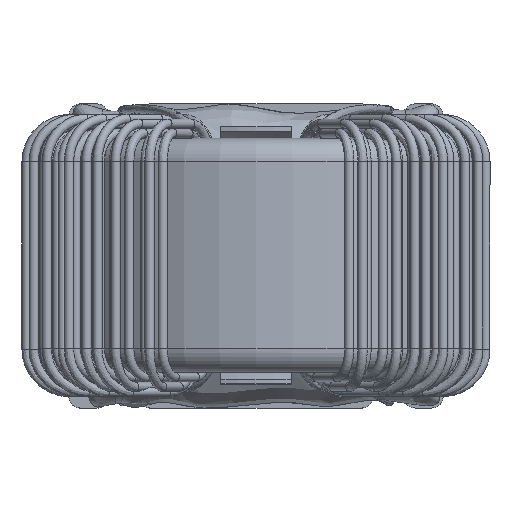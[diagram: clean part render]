
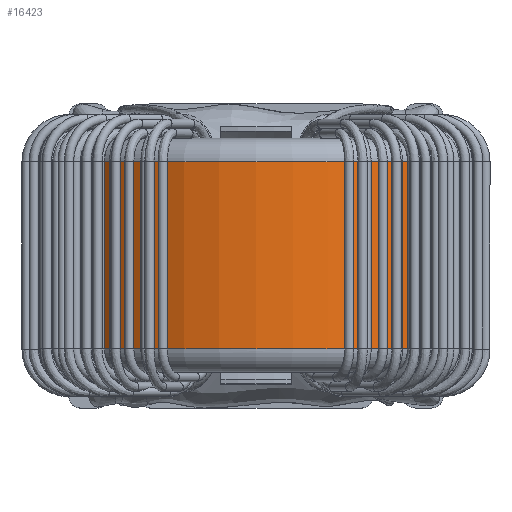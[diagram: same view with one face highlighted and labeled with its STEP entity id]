
A CAD part, top view. The second image highlights one B-rep face of the part: STEP entity #16423.
In plain terms, the highlighted cylindrical face has radius 9 mm (diameter 18 mm), a full revolution.
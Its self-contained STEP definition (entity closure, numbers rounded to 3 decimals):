
#2087=ORIENTED_EDGE('',*,*,#4619,.T.);
#2088=ORIENTED_EDGE('',*,*,#4620,.T.);
#4619=EDGE_CURVE('',#5939,#5939,#7020,.T.);
#4620=EDGE_CURVE('',#5940,#5940,#7021,.F.);
#5939=VERTEX_POINT('',#23599);
#5940=VERTEX_POINT('',#23601);
#7020=CIRCLE('',#17610,9.);
#7021=CIRCLE('',#17611,9.);
#8013=EDGE_LOOP('',(#2087));
#8014=EDGE_LOOP('',(#2088));
#9956=FACE_BOUND('',#8013,.T.);
#9957=FACE_BOUND('',#8014,.T.);
#11811=CYLINDRICAL_SURFACE('',#17609,9.);
#16423=ADVANCED_FACE('',(#9956,#9957),#11811,.T.);
#17609=AXIS2_PLACEMENT_3D('',#23597,#19849,#19850);
#17610=AXIS2_PLACEMENT_3D('',#23598,#19851,#19852);
#17611=AXIS2_PLACEMENT_3D('',#23600,#19853,#19854);
#19849=DIRECTION('',(0.,1.,0.));
#19850=DIRECTION('',(0.,0.,1.));
#19851=DIRECTION('',(0.,1.,0.));
#19852=DIRECTION('',(0.,0.,1.));
#19853=DIRECTION('',(0.,1.,0.));
#19854=DIRECTION('',(0.,0.,1.));
#23597=CARTESIAN_POINT('',(0.,-5.,9.1));
#23598=CARTESIAN_POINT('',(0.,-4.,9.1));
#23599=CARTESIAN_POINT('',(0.,-4.,18.1));
#23600=CARTESIAN_POINT('',(0.,4.,9.1));
#23601=CARTESIAN_POINT('',(0.,4.,18.1));
